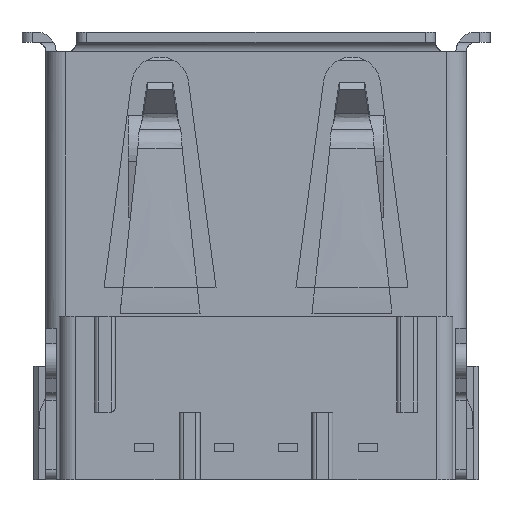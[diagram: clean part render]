
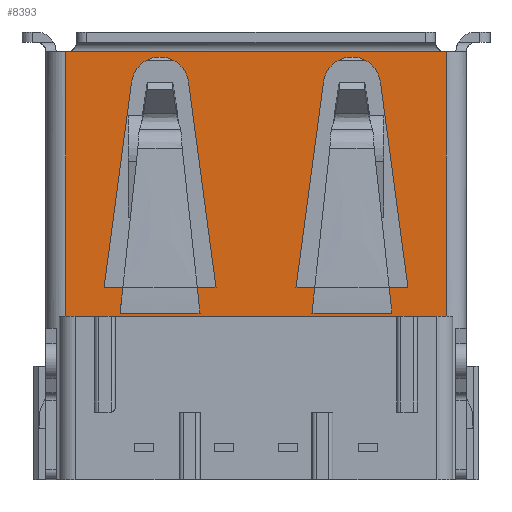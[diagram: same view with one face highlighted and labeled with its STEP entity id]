
A CAD part, front view. The second image highlights one B-rep face of the part: STEP entity #8393.
In plain terms, the highlighted planar face has unit normal (0, -1, 0).
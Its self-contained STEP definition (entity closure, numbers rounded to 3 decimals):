
#929=DIRECTION('',(-1.,0.,0.));
#930=VECTOR('',#929,2.5);
#931=CARTESIAN_POINT('',(4.25,-2.878,-8.79));
#932=LINE('',#931,#930);
#933=CARTESIAN_POINT('',(4.25,-2.878,-8.79));
#934=CARTESIAN_POINT('',(4.24,-2.878,-8.7));
#935=CARTESIAN_POINT('',(4.221,-2.878,-8.52));
#936=CARTESIAN_POINT('',(4.192,-2.878,-8.25));
#937=CARTESIAN_POINT('',(4.173,-2.878,-8.07));
#938=CARTESIAN_POINT('',(4.163,-2.878,-7.98));
#940=DIRECTION('',(-1.,0.,0.));
#941=VECTOR('',#940,0.587);
#942=CARTESIAN_POINT('',(4.75,-2.878,-7.98));
#943=LINE('',#942,#941);
#944=DIRECTION('',(0.132,0.,-0.991));
#945=VECTOR('',#944,6.476);
#946=CARTESIAN_POINT('',(3.892,-2.878,-1.561));
#947=LINE('',#946,#945);
#948=CARTESIAN_POINT('',(3.,-2.878,-1.68));
#949=DIRECTION('',(0.,1.,0.));
#950=DIRECTION('',(-0.991,0.,0.132));
#951=AXIS2_PLACEMENT_3D('',#948,#949,#950);
#953=DIRECTION('',(0.132,0.,0.991));
#954=VECTOR('',#953,6.476);
#955=CARTESIAN_POINT('',(1.25,-2.878,-7.98));
#956=LINE('',#955,#954);
#957=DIRECTION('',(-1.,0.,0.));
#958=VECTOR('',#957,0.587);
#959=CARTESIAN_POINT('',(1.837,-2.878,-7.98));
#960=LINE('',#959,#958);
#961=CARTESIAN_POINT('',(1.837,-2.878,-7.98));
#962=CARTESIAN_POINT('',(1.827,-2.878,-8.07));
#963=CARTESIAN_POINT('',(1.808,-2.878,-8.25));
#964=CARTESIAN_POINT('',(1.779,-2.878,-8.52));
#965=CARTESIAN_POINT('',(1.76,-2.878,-8.7));
#966=CARTESIAN_POINT('',(1.75,-2.878,-8.79));
#968=DIRECTION('',(1.,0.,0.));
#969=VECTOR('',#968,2.5);
#970=CARTESIAN_POINT('',(-4.25,-2.878,-8.79));
#971=LINE('',#970,#969);
#972=CARTESIAN_POINT('',(-1.75,-2.878,-8.79));
#973=CARTESIAN_POINT('',(-1.76,-2.878,-8.7));
#974=CARTESIAN_POINT('',(-1.779,-2.878,
-8.52));
#975=CARTESIAN_POINT('',(-1.808,-2.878,
-8.25));
#976=CARTESIAN_POINT('',(-1.827,-2.878,
-8.07));
#977=CARTESIAN_POINT('',(-1.837,-2.878,
-7.98));
#979=DIRECTION('',(-1.,0.,0.));
#980=VECTOR('',#979,0.587);
#981=CARTESIAN_POINT('',(-1.25,-2.878,-7.98));
#982=LINE('',#981,#980);
#983=DIRECTION('',(0.132,0.,-0.991));
#984=VECTOR('',#983,6.476);
#985=CARTESIAN_POINT('',(-2.108,-2.878,-1.561));
#986=LINE('',#985,#984);
#987=CARTESIAN_POINT('',(-3.,-2.878,-1.68));
#988=DIRECTION('',(0.,1.,0.));
#989=DIRECTION('',(-0.991,0.,0.132));
#990=AXIS2_PLACEMENT_3D('',#987,#988,#989);
#992=DIRECTION('',(0.132,0.,0.991));
#993=VECTOR('',#992,6.476);
#994=CARTESIAN_POINT('',(-4.75,-2.878,-7.98));
#995=LINE('',#994,#993);
#996=DIRECTION('',(-1.,0.,0.));
#997=VECTOR('',#996,0.587);
#998=CARTESIAN_POINT('',(-4.163,-2.878,
-7.98));
#999=LINE('',#998,#997);
#1000=CARTESIAN_POINT('',(-4.163,-2.878,
-7.98));
#1001=CARTESIAN_POINT('',(-4.173,-2.878,
-8.07));
#1002=CARTESIAN_POINT('',(-4.192,-2.878,
-8.25));
#1003=CARTESIAN_POINT('',(-4.221,-2.878,
-8.52));
#1004=CARTESIAN_POINT('',(-4.24,-2.878,-8.7));
#1005=CARTESIAN_POINT('',(-4.25,-2.878,-8.79));
#1007=CARTESIAN_POINT('',(5.91,-2.878,-0.32));
#1008=DIRECTION('',(0.,1.,0.));
#1009=DIRECTION('',(0.,0.,-1.));
#1010=AXIS2_PLACEMENT_3D('',#1007,#1008,#1009);
#1012=DIRECTION('',(1.,0.,0.));
#1013=VECTOR('',#1012,0.038);
#1014=CARTESIAN_POINT('',(5.91,-2.878,-0.62));
#1015=LINE('',#1014,#1013);
#1016=DIRECTION('',(0.,0.,-1.));
#1017=VECTOR('',#1016,8.26);
#1018=CARTESIAN_POINT('',(5.948,-2.878,-0.62));
#1019=LINE('',#1018,#1017);
#1020=DIRECTION('',(-1.,0.,0.));
#1021=VECTOR('',#1020,11.896);
#1022=CARTESIAN_POINT('',(5.948,-2.878,-8.88));
#1023=LINE('',#1022,#1021);
#1024=DIRECTION('',(0.,0.,1.));
#1025=VECTOR('',#1024,8.26);
#1026=CARTESIAN_POINT('',(-5.948,-2.878,-8.88));
#1027=LINE('',#1026,#1025);
#1028=DIRECTION('',(1.,0.,0.));
#1029=VECTOR('',#1028,0.038);
#1030=CARTESIAN_POINT('',(-5.948,-2.878,-0.62));
#1031=LINE('',#1030,#1029);
#1032=CARTESIAN_POINT('',(-5.91,-2.878,-0.32));
#1033=DIRECTION('',(0.,1.,0.));
#1034=DIRECTION('',(0.115,0.,-0.993));
#1035=AXIS2_PLACEMENT_3D('',#1032,#1033,#1034);
#1062=CARTESIAN_POINT('',(4.163,-2.878,
-7.98));
#1073=CARTESIAN_POINT('',(1.837,-2.878,
-7.98));
#1593=DIRECTION('',(-1.,0.,0.));
#1594=VECTOR('',#1593,11.751);
#1595=CARTESIAN_POINT('',(5.875,-2.878,-0.618));
#1596=LINE('',#1595,#1594);
#5910=CARTESIAN_POINT('',(-5.948,-2.878,-0.62));
#5912=VERTEX_POINT('',#5910);
#5913=CARTESIAN_POINT('',(-5.948,-2.878,-8.88));
#5914=VERTEX_POINT('',#5913);
#5925=CARTESIAN_POINT('',(5.948,-2.878,-0.62));
#5926=CARTESIAN_POINT('',(5.948,-2.878,-8.88));
#5927=VERTEX_POINT('',#5925);
#5928=VERTEX_POINT('',#5926);
#6814=CARTESIAN_POINT('',(1.25,-2.878,-7.98));
#6815=CARTESIAN_POINT('',(2.108,-2.878,-1.561));
#6816=VERTEX_POINT('',#6814);
#6817=VERTEX_POINT('',#6815);
#6818=CARTESIAN_POINT('',(3.892,-2.878,-1.561));
#6819=VERTEX_POINT('',#6818);
#6820=CARTESIAN_POINT('',(4.75,-2.878,-7.98));
#6821=VERTEX_POINT('',#6820);
#6822=CARTESIAN_POINT('',(-4.75,-2.878,-7.98));
#6823=CARTESIAN_POINT('',(-3.892,-2.878,-1.561));
#6824=VERTEX_POINT('',#6822);
#6825=VERTEX_POINT('',#6823);
#6826=CARTESIAN_POINT('',(-2.108,-2.878,-1.561));
#6827=VERTEX_POINT('',#6826);
#6828=CARTESIAN_POINT('',(-1.25,-2.878,-7.98));
#6829=VERTEX_POINT('',#6828);
#6866=CARTESIAN_POINT('',(4.25,-2.878,-8.79));
#6867=CARTESIAN_POINT('',(1.75,-2.878,-8.79));
#6868=VERTEX_POINT('',#6866);
#6869=VERTEX_POINT('',#6867);
#6871=VERTEX_POINT('',#1062);
#6873=VERTEX_POINT('',#1073);
#6914=CARTESIAN_POINT('',(-4.25,-2.878,-8.79));
#6915=CARTESIAN_POINT('',(-1.75,-2.878,-8.79));
#6916=VERTEX_POINT('',#6914);
#6917=VERTEX_POINT('',#6915);
#6918=VERTEX_POINT('',#1000);
#6919=VERTEX_POINT('',#977);
#7166=CARTESIAN_POINT('',(5.91,-2.878,-0.62));
#7168=VERTEX_POINT('',#7166);
#7170=CARTESIAN_POINT('',(5.875,-2.878,-0.618));
#7171=VERTEX_POINT('',#7170);
#7186=CARTESIAN_POINT('',(-5.875,-2.878,-0.618));
#7187=CARTESIAN_POINT('',(-5.91,-2.878,-0.62));
#7188=VERTEX_POINT('',#7186);
#7189=VERTEX_POINT('',#7187);
#8338=CARTESIAN_POINT('',(-6.568,-2.878,-0.318));
#8339=DIRECTION('',(0.,-1.,0.));
#8340=DIRECTION('',(0.,0.,-1.));
#8341=AXIS2_PLACEMENT_3D('',#8338,#8339,#8340);
#8342=PLANE('',#8341);
#8344=ORIENTED_EDGE('',*,*,#8343,.F.);
#8345=ORIENTED_EDGE('',*,*,#7928,.T.);
#8347=ORIENTED_EDGE('',*,*,#8346,.T.);
#8348=ORIENTED_EDGE('',*,*,#8264,.T.);
#8349=ORIENTED_EDGE('',*,*,#8325,.T.);
#8350=ORIENTED_EDGE('',*,*,#7955,.T.);
#8352=ORIENTED_EDGE('',*,*,#8351,.F.);
#8354=ORIENTED_EDGE('',*,*,#8353,.F.);
#8355=EDGE_LOOP('',(#8344,#8345,#8347,#8348,#8349,#8350,#8352,#8354));
#8356=FACE_OUTER_BOUND('',#8355,.F.);
#8358=ORIENTED_EDGE('',*,*,#8357,.T.);
#8360=ORIENTED_EDGE('',*,*,#8359,.T.);
#8362=ORIENTED_EDGE('',*,*,#8361,.F.);
#8364=ORIENTED_EDGE('',*,*,#8363,.F.);
#8366=ORIENTED_EDGE('',*,*,#8365,.F.);
#8368=ORIENTED_EDGE('',*,*,#8367,.F.);
#8370=ORIENTED_EDGE('',*,*,#8369,.F.);
#8372=ORIENTED_EDGE('',*,*,#8371,.T.);
#8373=EDGE_LOOP('',(#8358,#8360,#8362,#8364,#8366,#8368,#8370,#8372));
#8374=FACE_BOUND('',#8373,.F.);
#8376=ORIENTED_EDGE('',*,*,#8375,.F.);
#8378=ORIENTED_EDGE('',*,*,#8377,.T.);
#8380=ORIENTED_EDGE('',*,*,#8379,.F.);
#8382=ORIENTED_EDGE('',*,*,#8381,.F.);
#8384=ORIENTED_EDGE('',*,*,#8383,.F.);
#8386=ORIENTED_EDGE('',*,*,#8385,.F.);
#8388=ORIENTED_EDGE('',*,*,#8387,.F.);
#8390=ORIENTED_EDGE('',*,*,#8389,.T.);
#8391=EDGE_LOOP('',(#8376,#8378,#8380,#8382,#8384,#8386,#8388,#8390));
#8392=FACE_BOUND('',#8391,.F.);
#939=B_SPLINE_CURVE_WITH_KNOTS('',3,(#933,#934,#935,#936,#937,#938),
.UNSPECIFIED.,.F.,.F.,(4,1,1,4),(0.,0.333,0.667,1.),
.UNSPECIFIED.);
#952=CIRCLE('',#951,0.9);
#967=B_SPLINE_CURVE_WITH_KNOTS('',3,(#961,#962,#963,#964,#965,#966),
.UNSPECIFIED.,.F.,.F.,(4,1,1,4),(0.,0.333,0.667,1.),
.UNSPECIFIED.);
#978=B_SPLINE_CURVE_WITH_KNOTS('',3,(#972,#973,#974,#975,#976,#977),
.UNSPECIFIED.,.F.,.F.,(4,1,1,4),(0.,0.333,0.667,1.),
.UNSPECIFIED.);
#991=CIRCLE('',#990,0.9);
#1006=B_SPLINE_CURVE_WITH_KNOTS('',3,(#1000,#1001,#1002,#1003,#1004,#1005),
.UNSPECIFIED.,.F.,.F.,(4,1,1,4),(0.,0.333,0.667,1.),
.UNSPECIFIED.);
#1011=CIRCLE('',#1010,0.3);
#1036=CIRCLE('',#1035,0.3);
#7928=EDGE_CURVE('',#7168,#5927,#1015,.T.);
#7955=EDGE_CURVE('',#5912,#7189,#1031,.T.);
#8264=EDGE_CURVE('',#5928,#5914,#1023,.T.);
#8325=EDGE_CURVE('',#5914,#5912,#1027,.T.);
#8343=EDGE_CURVE('',#7168,#7171,#1011,.T.);
#8346=EDGE_CURVE('',#5927,#5928,#1019,.T.);
#8351=EDGE_CURVE('',#7188,#7189,#1036,.T.);
#8353=EDGE_CURVE('',#7171,#7188,#1596,.T.);
#8357=EDGE_CURVE('',#6916,#6917,#971,.T.);
#8359=EDGE_CURVE('',#6917,#6919,#978,.T.);
#8361=EDGE_CURVE('',#6829,#6919,#982,.T.);
#8363=EDGE_CURVE('',#6827,#6829,#986,.T.);
#8365=EDGE_CURVE('',#6825,#6827,#991,.T.);
#8367=EDGE_CURVE('',#6824,#6825,#995,.T.);
#8369=EDGE_CURVE('',#6918,#6824,#999,.T.);
#8371=EDGE_CURVE('',#6918,#6916,#1006,.T.);
#8375=EDGE_CURVE('',#6868,#6869,#932,.T.);
#8377=EDGE_CURVE('',#6868,#6871,#939,.T.);
#8379=EDGE_CURVE('',#6821,#6871,#943,.T.);
#8381=EDGE_CURVE('',#6819,#6821,#947,.T.);
#8383=EDGE_CURVE('',#6817,#6819,#952,.T.);
#8385=EDGE_CURVE('',#6816,#6817,#956,.T.);
#8387=EDGE_CURVE('',#6873,#6816,#960,.T.);
#8389=EDGE_CURVE('',#6873,#6869,#967,.T.);
#8393=ADVANCED_FACE('',(#8356,#8374,#8392),#8342,.T.);
